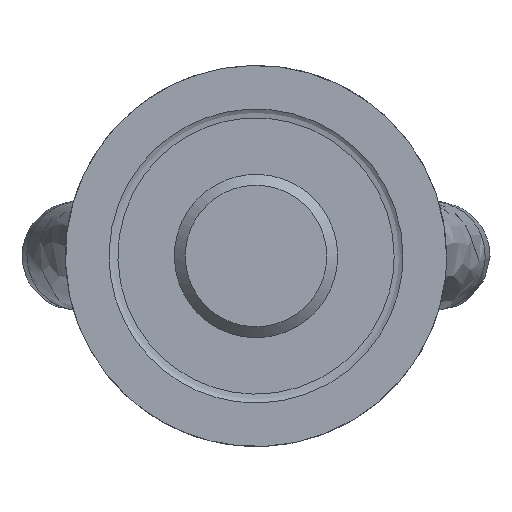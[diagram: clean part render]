
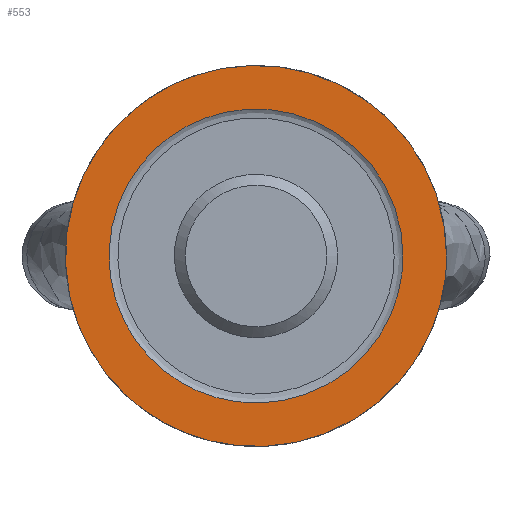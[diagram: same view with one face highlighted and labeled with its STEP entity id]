
A CAD part, front view. The second image highlights one B-rep face of the part: STEP entity #553.
In plain terms, the highlighted free-form (B-spline) face has degree [1, 1] with [2, 2] control points.
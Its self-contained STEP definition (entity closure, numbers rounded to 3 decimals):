
#487=CARTESIAN_POINT('V2508',(27.0,-8.1,0.0));
#488=VERTEX_POINT('V2508',#487);
#489=CARTESIAN_POINT('E220',(27.0,-8.1,0.0));
#490=CARTESIAN_POINT('E220',(27.0,-8.1,
   46.765));
#491=CARTESIAN_POINT('E220',(-13.5,-8.1,
   23.383));
#492=CARTESIAN_POINT('E220',(-54.0,-8.1,0.)
   );
#493=CARTESIAN_POINT('E220',(-13.5,-8.1,
   -23.383));
#494=CARTESIAN_POINT('E220',(27.0,-8.1,
   -46.765));
#495=CARTESIAN_POINT('E220',(27.0,-8.1,0.0));
#503=(BOUNDED_CURVE()B_SPLINE_CURVE(2,(#489,#490,#491,#492,#493,
   #494,#495),.CIRCULAR_ARC.,.T.,.U.)B_SPLINE_CURVE_WITH_KNOTS((3,
   2,2,3),(0.0,49.233,98.466,
   147.699),.UNSPECIFIED.)CURVE()
   GEOMETRIC_REPRESENTATION_ITEM()RATIONAL_B_SPLINE_CURVE((1.0,
   0.5,1.0,0.5,1.0,0.5,1.0)
   )REPRESENTATION_ITEM('E220'));
#504=EDGE_CURVE('E220',#488,#488,#503,.T.);
#524=CARTESIAN_POINT('F97',(38.5,-8.1,
   -38.5));
#525=CARTESIAN_POINT('F97',(38.5,-8.1,
   38.5));
#526=CARTESIAN_POINT('F97',(-38.5,-8.1,
   -38.5));
#527=CARTESIAN_POINT('F97',(-38.5,-8.1,
   38.5));
#528=QUASI_UNIFORM_SURFACE('F97',1,1,((#524,#526),(#525,#527)),
   .PLANE_SURF.,.F.,.F.,.U.);
#529=CARTESIAN_POINT('V2509',(35.0,-8.1,0.0));
#530=VERTEX_POINT('V2509',#529);
#531=CARTESIAN_POINT('E221',(35.0,-8.1,0.0));
#532=CARTESIAN_POINT('E221',(35.0,-8.1,
   60.622));
#533=CARTESIAN_POINT('E221',(-17.5,-8.1,
   30.311));
#534=CARTESIAN_POINT('E221',(-70.0,-8.1,0.)
   );
#535=CARTESIAN_POINT('E221',(-17.5,-8.1,
   -30.311));
#536=CARTESIAN_POINT('E221',(35.0,-8.1,
   -60.622));
#537=CARTESIAN_POINT('E221',(35.0,-8.1,0.0));
#545=(BOUNDED_CURVE()B_SPLINE_CURVE(2,(#531,#532,#533,#534,#535,
   #536,#537),.CIRCULAR_ARC.,.T.,.U.)B_SPLINE_CURVE_WITH_KNOTS((3,
   2,2,3),(0.0,2.957,5.914,
   8.871),.UNSPECIFIED.)CURVE()
   GEOMETRIC_REPRESENTATION_ITEM()RATIONAL_B_SPLINE_CURVE((1.0,
   0.5,1.0,0.5,1.0,0.5,1.0)
   )REPRESENTATION_ITEM('E221'));
#546=EDGE_CURVE('E221',#530,#530,#545,.T.);
#547=ORIENTED_EDGE('E221',*,*,#546,.T.);
#548=EDGE_LOOP('F97',(#547));
#549=FACE_OUTER_BOUND('F97',#548,.T.);
#550=ORIENTED_EDGE('E220',*,*,#504,.F.);
#551=EDGE_LOOP('F97',(#550));
#552=FACE_BOUND('F97',#551,.T.);
#553=ADVANCED_FACE('F97',(#549,#552),#528,.T.);
